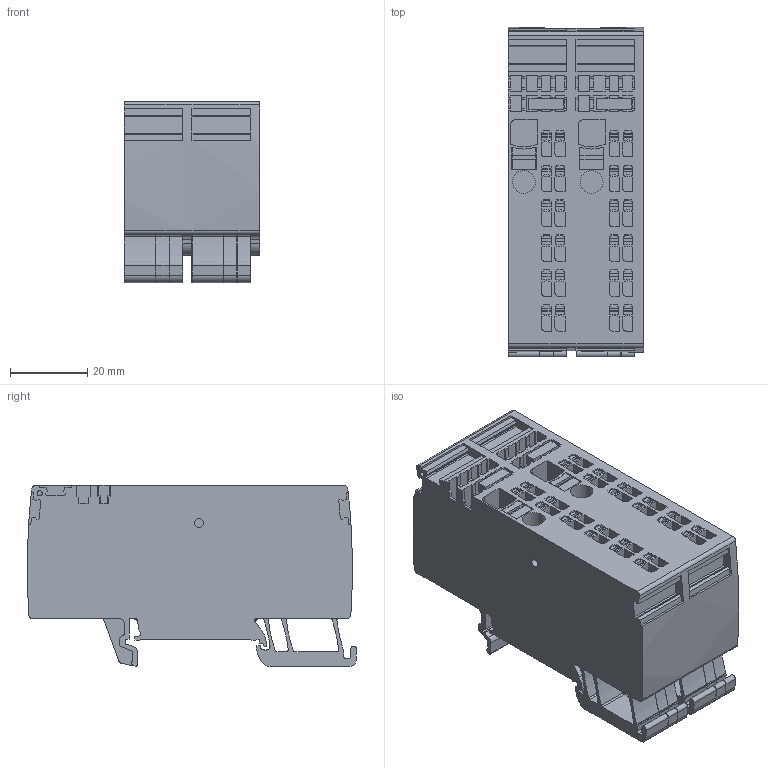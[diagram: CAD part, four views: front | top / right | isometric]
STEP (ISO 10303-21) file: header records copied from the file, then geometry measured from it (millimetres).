
FILE_DESCRIPTION(('CATIA V5 STEP Exchange','CAx-IF Rec.Pracs.--- Model Styling and Organization---1.5--- 2016-08-15','CAx-IF Rec.Pracs.---Supplemental Geometry---1.0---2011-11-01','CAx-IF Rec.Pracs.--- Composite Materials ---1.1---2010-07-15'),'2;1');
FILE_NAME ('D1463035_1', '2025-09-22T08:42:44+00:00', ('none'), ('Weidmueller'), 'CATIA Version 5-6 Release 2024 SP4', 'CATIA V5 STEP AP214 v3', 'none');
FILE_SCHEMA(('AUTOMOTIVE_DESIGN { 1 0 10303 214 1 1 1 1 }'));
Length unit declared in the file: millimetre
Products named in the file (1): v5-standard_part
Bounding box: 35 x 85.12 x 46.85 mm (x, y, z)
Volume: 102032.4 mm3; surface area: 33615 mm2
Topology: 1 solids, 43 shells, 1835 faces, 5502 edges, 3732 vertices
Faces by surface type: plane 1355, cylinder 480
Entity records: 54781 total; most frequent: ORIENTED_EDGE 11004, CARTESIAN_POINT 9971, DIRECTION 6464, EDGE_CURVE 5502, VECTOR 4476, LINE 4476, VERTEX_POINT 3732, EDGE_LOOP 1938
